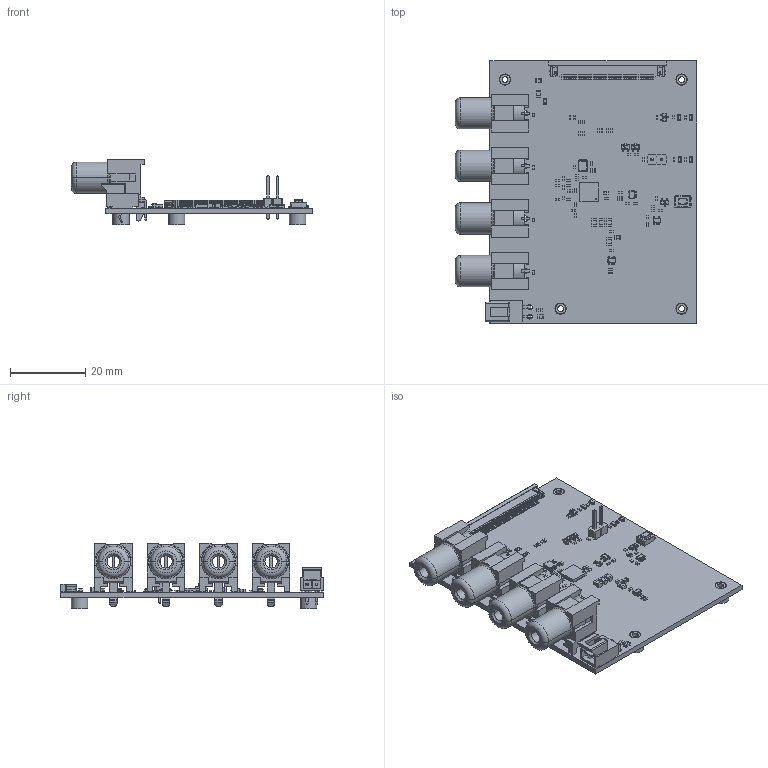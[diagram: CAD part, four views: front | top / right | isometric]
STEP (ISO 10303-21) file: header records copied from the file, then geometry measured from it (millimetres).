
FILE_DESCRIPTION(('KiCad electronic assembly'),'2;1');
FILE_NAME('cvbs-mipi-bridge.step','2025-11-19T16:23:41',('Pcbnew'),( 'Kicad'),'Open CASCADE STEP processor 7.8','KiCad to STEP converter' ,'Unknown');
FILE_SCHEMA(('AUTOMOTIVE_DESIGN { 1 0 10303 214 1 1 1 1 }'));
Length unit declared in the file: millimetre
Products named in the file (44): cvbs-mipi-bridge 1; SW_KMR211NGLFS_SMD; Button; Boitier; Tole; Pads; C_0402_1005Metric; SOT323; Upper body; lower body; Lead; R_0402_1005Metric; sc705_model; sc705_pin; SC705_0M65_2MX1M25X0M9; RCA_Jack_KLPX-0848A-2-Y; Conn_Molex_Nano-Fit_1x2_1053131102; SOLID; COMPOUND; FB_0805_2012Metric; term1; term2; body; PinHeader_1x2_P2.54mm; 61300211121; 6130xx11121_PIN; LED_0603_1608Metric; QFN-32-5x5; SLP1006P2T; BODY-SON; FRAME-DPY0002A; WE_68715014522; 6871xx14522_PIN; 6871xx14522_Patte; 6871xx14522_Patte_2; 68715014522_CAP; 68715014522; C_0603_1608Metric; Resonator_SMD_Abracon_ABM8G_3.2x2.5mm; R_0805_2012Metric ...
Assembly tree (180 placements, depth 4):
  cvbs-mipi-bridge 1
    SW_KMR211NGLFS_SMD
      Button
      Boitier
      Tole
      Pads
    C_0402_1005Metric  x28
    SOT323  x4
      Upper body
      lower body
      Lead
    R_0402_1005Metric  x32
    sc705_model  x3
      sc705_pin
      SC705_0M65_2MX1M25X0M9
    RCA_Jack_KLPX-0848A-2-Y  x4
    Conn_Molex_Nano-Fit_1x2_1053131102
      SOLID
      COMPOUND
    FB_0805_2012Metric  x4
      term1
      term2
      body
    PinHeader_1x2_P2.54mm
      61300211121
      6130xx11121_PIN  x2
    LED_0603_1608Metric  x4
    QFN-32-5x5
    SLP1006P2T  x4
      BODY-SON
      FRAME-DPY0002A
        SOLID
        SOLID
    WE_68715014522
      6871xx14522_PIN  x50
      6871xx14522_Patte
      6871xx14522_Patte_2
      68715014522_CAP
      68715014522
    C_0603_1608Metric  x4
    Resonator_SMD_Abracon_ABM8G_3.2x2.5mm
    R_0805_2012Metric
    9774030243R  x4
    cvbs-mipi-bridge_PCB
Bounding box: 64.2 x 70.13 x 17.55 mm (x, y, z)
Volume: 11089.8 mm3; surface area: 16351.2 mm2
Topology: 211 solids, 211 shells, 6714 faces, 18068 edges, 11406 vertices
Faces by surface type: plane 5229, cylinder 1129, sphere 258, bspline 54, cone 22, torus 22
Full cylindrical faces by diameter (mm): 1.1 x2, 1.3 x2, 1.567 x4, 1.7 x2, 2.2 x4, 2.8 x4, 3 x4, 4.35 x4
Entity records: 92699 total; most frequent: CARTESIAN_POINT 14602, ORIENTED_EDGE 13940, DIRECTION 12643, EDGE_CURVE 6970, LINE 6229, VECTOR 6229, VERTEX_POINT 4512, AXIS2_PLACEMENT_3D 3207
